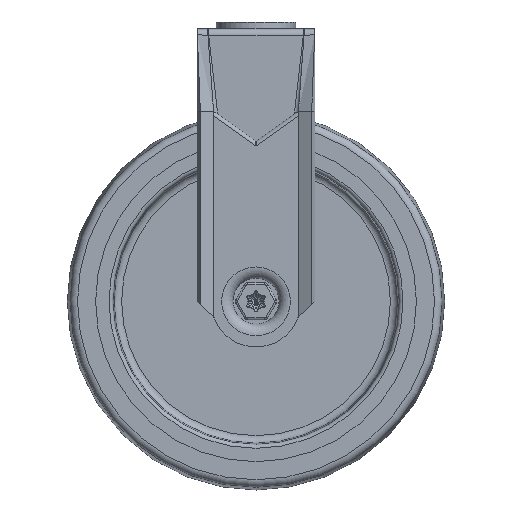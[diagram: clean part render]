
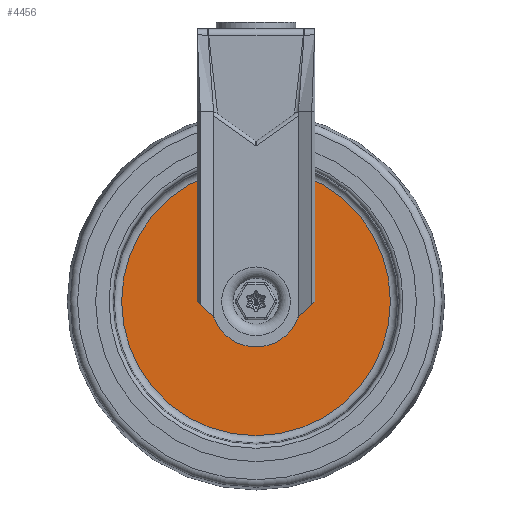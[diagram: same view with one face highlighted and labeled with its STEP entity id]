
A CAD part, front view. The second image highlights one B-rep face of the part: STEP entity #4456.
In plain terms, the highlighted planar face has unit normal (0, -1, 0).
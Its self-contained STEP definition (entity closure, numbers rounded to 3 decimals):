
#171=FACE_BOUND('',#718,.T.);
#231=PLANE('',#4894);
#423=FACE_OUTER_BOUND('',#717,.T.);
#717=EDGE_LOOP('',(#3481));
#718=EDGE_LOOP('',(#3482));
#971=CIRCLE('',#4848,35.608);
#972=CIRCLE('',#4850,12.);
#1949=VERTEX_POINT('',#14371);
#1950=VERTEX_POINT('',#14375);
#2472=EDGE_CURVE('',#1949,#1949,#971,.T.);
#2473=EDGE_CURVE('',#1950,#1950,#972,.T.);
#3481=ORIENTED_EDGE('',*,*,#2472,.F.);
#3482=ORIENTED_EDGE('',*,*,#2473,.T.);
#4456=ADVANCED_FACE('',(#423,#171),#231,.T.);
#4848=AXIS2_PLACEMENT_3D('',#14373,#5675,#5676);
#4850=AXIS2_PLACEMENT_3D('',#14376,#5679,#5680);
#4894=AXIS2_PLACEMENT_3D('',#14449,#5774,#5775);
#5675=DIRECTION('center_axis',(0.,1.,0.));
#5676=DIRECTION('ref_axis',(-1.,0.,0.));
#5679=DIRECTION('center_axis',(0.,1.,0.));
#5680=DIRECTION('ref_axis',(-1.,0.,0.));
#5774=DIRECTION('center_axis',(0.,-1.,0.));
#5775=DIRECTION('ref_axis',(1.,0.,0.));
#14371=CARTESIAN_POINT('',(0.,-3.,35.608));
#14373=CARTESIAN_POINT('Origin',(0.,-3.,
0.));
#14375=CARTESIAN_POINT('',(0.,-3.,12.));
#14376=CARTESIAN_POINT('Origin',(0.,-3.,
0.));
#14449=CARTESIAN_POINT('Origin',(-23.804,-3.,0.));
